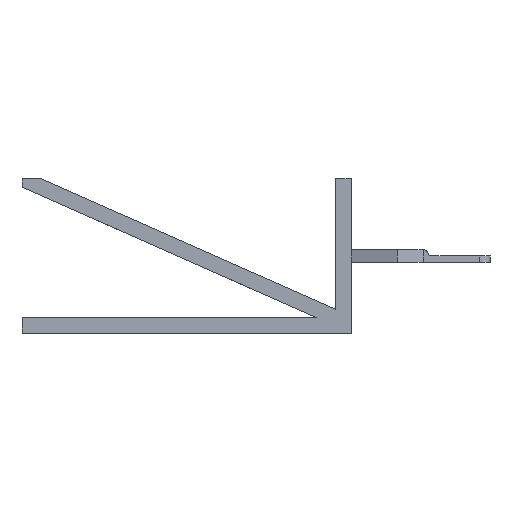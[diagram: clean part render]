
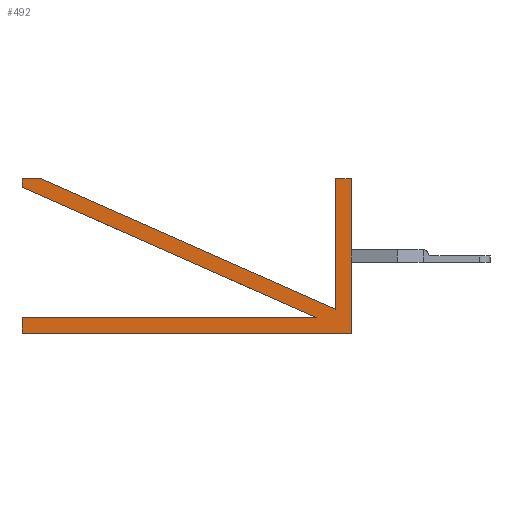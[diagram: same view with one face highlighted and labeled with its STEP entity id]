
A CAD part, top view. The second image highlights one B-rep face of the part: STEP entity #492.
In plain terms, the highlighted planar face has unit normal (0, 0, 1).
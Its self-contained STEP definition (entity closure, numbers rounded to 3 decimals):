
#1 = CARTESIAN_POINT ( 'NONE',  ( -73., -12., 1. ) ) ;
#3 = CARTESIAN_POINT ( 'NONE',  ( -12., 15., 1. ) ) ;
#11 = DIRECTION ( 'NONE',  ( 0., 1., 0. ) ) ;
#18 = CARTESIAN_POINT ( 'NONE',  ( -9., 15., 1. ) ) ;
#36 = CARTESIAN_POINT ( 'NONE',  ( -69.294, 15., 1. ) ) ;
#49 = VERTEX_POINT ( 'NONE', #107 ) ;
#57 = ORIENTED_EDGE ( 'NONE', *, *, #880, .T. ) ;
#58 = CARTESIAN_POINT ( 'NONE',  ( -73., 13.36, 1. ) ) ;
#68 = DIRECTION ( 'NONE',  ( -0.914, 0.405, 0. ) ) ;
#78 = VERTEX_POINT ( 'NONE', #878 ) ;
#85 = EDGE_CURVE ( 'NONE', #490, #729, #454, .T. ) ;
#94 = DIRECTION ( 'NONE',  ( -1., 0., 0. ) ) ;
#95 = EDGE_CURVE ( 'NONE', #78, #427, #625, .T. ) ;
#107 = CARTESIAN_POINT ( 'NONE',  ( -15.706, -12., 1. ) ) ;
#144 = CARTESIAN_POINT ( 'NONE',  ( -12., -10.36, 1. ) ) ;
#165 = ORIENTED_EDGE ( 'NONE', *, *, #198, .T. ) ;
#196 = DIRECTION ( 'NONE',  ( 0., 1., 0. ) ) ;
#197 = DIRECTION ( 'NONE',  ( -1., 0., 0. ) ) ;
#198 = EDGE_CURVE ( 'NONE', #427, #256, #707, .T. ) ;
#212 = EDGE_CURVE ( 'NONE', #256, #1012, #438, .T. ) ;
#256 = VERTEX_POINT ( 'NONE', #524 ) ;
#274 = VECTOR ( 'NONE', #621, 1000. ) ;
#289 = VERTEX_POINT ( 'NONE', #965 ) ;
#299 = LINE ( 'NONE', #658, #776 ) ;
#332 = EDGE_CURVE ( 'NONE', #403, #49, #659, .T. ) ;
#338 = VECTOR ( 'NONE', #11, 1000. ) ;
#346 = VERTEX_POINT ( 'NONE', #36 ) ;
#394 = CARTESIAN_POINT ( 'NONE',  ( -69.294, 15., 1. ) ) ;
#403 = VERTEX_POINT ( 'NONE', #58 ) ;
#427 = VERTEX_POINT ( 'NONE', #868 ) ;
#429 = LINE ( 'NONE', #884, #829 ) ;
#438 = LINE ( 'NONE', #443, #712 ) ;
#439 = DIRECTION ( 'NONE',  ( 0., 1., 0. ) ) ;
#443 = CARTESIAN_POINT ( 'NONE',  ( -12., 15., 1. ) ) ;
#444 = EDGE_CURVE ( 'NONE', #1039, #490, #540, .T. ) ;
#454 = LINE ( 'NONE', #802, #936 ) ;
#489 = CARTESIAN_POINT ( 'NONE',  ( -12., -10.36, 1. ) ) ;
#490 = VERTEX_POINT ( 'NONE', #772 ) ;
#492 = ADVANCED_FACE ( 'NONE', ( #1135 ), #1127, .F. ) ;
#493 = DIRECTION ( 'NONE',  ( 0., -1., 0. ) ) ;
#501 = LINE ( 'NONE', #394, #790 ) ;
#502 = EDGE_CURVE ( 'NONE', #567, #1039, #429, .T. ) ;
#503 = ORIENTED_EDGE ( 'NONE', *, *, #212, .T. ) ;
#510 = ORIENTED_EDGE ( 'NONE', *, *, #906, .T. ) ;
#515 = ORIENTED_EDGE ( 'NONE', *, *, #444, .T. ) ;
#516 = CARTESIAN_POINT ( 'NONE',  ( -9., -15., 1. ) ) ;
#524 = CARTESIAN_POINT ( 'NONE',  ( -12., 15., 1. ) ) ;
#534 = DIRECTION ( 'NONE',  ( 0., -1., 0. ) ) ;
#540 = LINE ( 'NONE', #516, #274 ) ;
#544 = AXIS2_PLACEMENT_3D ( 'NONE', #795, #791, #609 ) ;
#560 = ORIENTED_EDGE ( 'NONE', *, *, #607, .T. ) ;
#567 = VERTEX_POINT ( 'NONE', #1 ) ;
#571 = LINE ( 'NONE', #144, #939 ) ;
#578 = VECTOR ( 'NONE', #1109, 1000. ) ;
#587 = EDGE_CURVE ( 'NONE', #729, #78, #815, .T. ) ;
#605 = ORIENTED_EDGE ( 'NONE', *, *, #95, .T. ) ;
#607 = EDGE_CURVE ( 'NONE', #49, #567, #999, .T. ) ;
#609 = DIRECTION ( 'NONE',  ( -1., 0., 0. ) ) ;
#621 = DIRECTION ( 'NONE',  ( 1., 0., 0. ) ) ;
#625 = LINE ( 'NONE', #18, #679 ) ;
#645 = CARTESIAN_POINT ( 'NONE',  ( -12., -12., 1. ) ) ;
#658 = CARTESIAN_POINT ( 'NONE',  ( -73., 15., 1. ) ) ;
#659 = LINE ( 'NONE', #1007, #578 ) ;
#679 = VECTOR ( 'NONE', #196, 1000. ) ;
#707 = LINE ( 'NONE', #3, #908 ) ;
#712 = VECTOR ( 'NONE', #1062, 1000. ) ;
#723 = EDGE_CURVE ( 'NONE', #289, #403, #299, .T. ) ;
#729 = VERTEX_POINT ( 'NONE', #1006 ) ;
#772 = CARTESIAN_POINT ( 'NONE',  ( -9., -15., 1. ) ) ;
#773 = ORIENTED_EDGE ( 'NONE', *, *, #85, .T. ) ;
#776 = VECTOR ( 'NONE', #493, 1000. ) ;
#781 = EDGE_LOOP ( 'NONE', ( #820, #560, #1042, #515, #773, #997, #605, #165, #503, #57, #510, #819 ) ) ;
#790 = VECTOR ( 'NONE', #1008, 1000. ) ;
#791 = DIRECTION ( 'NONE',  ( 0., 0., -1. ) ) ;
#795 = CARTESIAN_POINT ( 'NONE',  ( 0., 0., 1. ) ) ;
#802 = CARTESIAN_POINT ( 'NONE',  ( -9., 15., 1. ) ) ;
#815 = LINE ( 'NONE', #894, #338 ) ;
#819 = ORIENTED_EDGE ( 'NONE', *, *, #723, .T. ) ;
#820 = ORIENTED_EDGE ( 'NONE', *, *, #332, .T. ) ;
#829 = VECTOR ( 'NONE', #534, 1000. ) ;
#868 = CARTESIAN_POINT ( 'NONE',  ( -9., 15., 1. ) ) ;
#878 = CARTESIAN_POINT ( 'NONE',  ( -9., 1.25, 1. ) ) ;
#880 = EDGE_CURVE ( 'NONE', #1012, #346, #571, .T. ) ;
#884 = CARTESIAN_POINT ( 'NONE',  ( -73., -12., 1. ) ) ;
#894 = CARTESIAN_POINT ( 'NONE',  ( -9., -1.25, 1. ) ) ;
#906 = EDGE_CURVE ( 'NONE', #346, #289, #501, .T. ) ;
#908 = VECTOR ( 'NONE', #94, 1000. ) ;
#936 = VECTOR ( 'NONE', #439, 1000. ) ;
#939 = VECTOR ( 'NONE', #68, 1000. ) ;
#965 = CARTESIAN_POINT ( 'NONE',  ( -73., 15., 1. ) ) ;
#996 = CARTESIAN_POINT ( 'NONE',  ( -73., -15., 1. ) ) ;
#997 = ORIENTED_EDGE ( 'NONE', *, *, #587, .T. ) ;
#999 = LINE ( 'NONE', #645, #1133 ) ;
#1006 = CARTESIAN_POINT ( 'NONE',  ( -9., -1.25, 1. ) ) ;
#1007 = CARTESIAN_POINT ( 'NONE',  ( -15.706, -12., 1. ) ) ;
#1008 = DIRECTION ( 'NONE',  ( -1., 0., 0. ) ) ;
#1012 = VERTEX_POINT ( 'NONE', #489 ) ;
#1039 = VERTEX_POINT ( 'NONE', #996 ) ;
#1042 = ORIENTED_EDGE ( 'NONE', *, *, #502, .T. ) ;
#1062 = DIRECTION ( 'NONE',  ( 0., -1., 0. ) ) ;
#1109 = DIRECTION ( 'NONE',  ( 0.914, -0.405, 0. ) ) ;
#1127 = PLANE ( 'NONE',  #544 ) ;
#1133 = VECTOR ( 'NONE', #197, 1000. ) ;
#1135 = FACE_OUTER_BOUND ( 'NONE', #781, .T. ) ;
